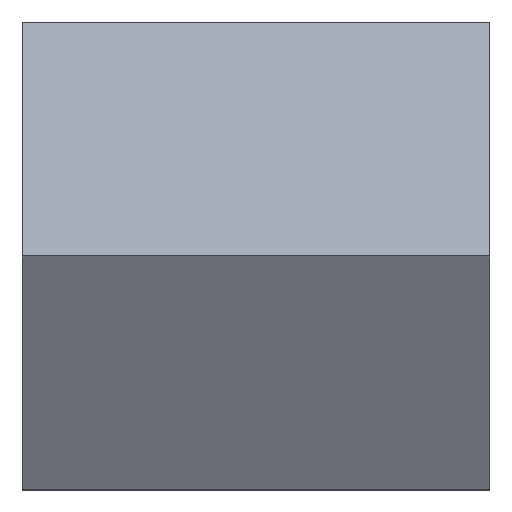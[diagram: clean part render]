
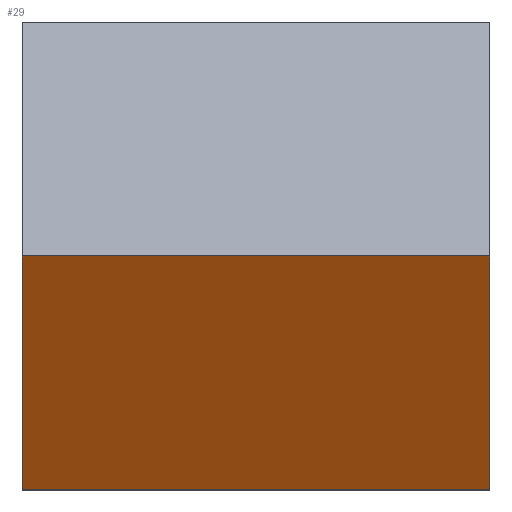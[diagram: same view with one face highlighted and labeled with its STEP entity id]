
A CAD part, left-side view. The second image highlights one B-rep face of the part: STEP entity #29.
In plain terms, the highlighted planar face has unit normal (-0.866, 0, -0.5).
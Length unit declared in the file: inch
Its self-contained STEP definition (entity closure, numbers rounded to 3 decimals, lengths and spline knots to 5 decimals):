
#1 = DIRECTION ( 'NONE',  ( -0.5, 0., 0.866 ) ) ;
#6 = EDGE_CURVE ( 'NONE', #183, #444, #170, .T. ) ;
#29 = ADVANCED_FACE ( 'NONE', ( #410 ), #43, .F. ) ;
#43 = PLANE ( 'NONE',  #45 ) ;
#45 = AXIS2_PLACEMENT_3D ( 'NONE', #511, #143, #93 ) ;
#46 = VECTOR ( 'NONE', #1, 39.37008 ) ;
#49 = CARTESIAN_POINT ( 'NONE',  ( -0.14434, 0.5, -0.25 ) ) ;
#72 = ORIENTED_EDGE ( 'NONE', *, *, #6, .T. ) ;
#73 = EDGE_CURVE ( 'NONE', #183, #457, #364, .T. ) ;
#77 = EDGE_CURVE ( 'NONE', #444, #433, #146, .T. ) ;
#93 = DIRECTION ( 'NONE',  ( 0.5, 0., -0.866 ) ) ;
#97 = VECTOR ( 'NONE', #200, 39.37008 ) ;
#100 = ORIENTED_EDGE ( 'NONE', *, *, #73, .F. ) ;
#114 = CARTESIAN_POINT ( 'NONE',  ( -0.14434, 0., -0.25 ) ) ;
#131 = LINE ( 'NONE', #343, #371 ) ;
#143 = DIRECTION ( 'NONE',  ( 0.866, 0., 0.5 ) ) ;
#146 = LINE ( 'NONE', #414, #97 ) ;
#170 = LINE ( 'NONE', #345, #638 ) ;
#183 = VERTEX_POINT ( 'NONE', #256 ) ;
#200 = DIRECTION ( 'NONE',  ( -0.5, 0., 0.866 ) ) ;
#256 = CARTESIAN_POINT ( 'NONE',  ( -0.14434, 0.5, -0.25 ) ) ;
#304 = ORIENTED_EDGE ( 'NONE', *, *, #77, .T. ) ;
#343 = CARTESIAN_POINT ( 'NONE',  ( -0.28868, 0.5, 0. ) ) ;
#345 = CARTESIAN_POINT ( 'NONE',  ( -0.14434, 0.5, -0.25 ) ) ;
#363 = CARTESIAN_POINT ( 'NONE',  ( -0.28868, 0.5, 0. ) ) ;
#364 = LINE ( 'NONE', #49, #46 ) ;
#371 = VECTOR ( 'NONE', #557, 39.37008 ) ;
#379 = DIRECTION ( 'NONE',  ( 0., -1., 0. ) ) ;
#392 = EDGE_LOOP ( 'NONE', ( #304, #551, #100, #72 ) ) ;
#410 = FACE_OUTER_BOUND ( 'NONE', #392, .T. ) ;
#414 = CARTESIAN_POINT ( 'NONE',  ( -0.14434, 0., -0.25 ) ) ;
#433 = VERTEX_POINT ( 'NONE', #639 ) ;
#444 = VERTEX_POINT ( 'NONE', #114 ) ;
#457 = VERTEX_POINT ( 'NONE', #363 ) ;
#511 = CARTESIAN_POINT ( 'NONE',  ( -0.14434, 0.5, -0.25 ) ) ;
#549 = EDGE_CURVE ( 'NONE', #457, #433, #131, .T. ) ;
#551 = ORIENTED_EDGE ( 'NONE', *, *, #549, .F. ) ;
#557 = DIRECTION ( 'NONE',  ( 0., -1., 0. ) ) ;
#638 = VECTOR ( 'NONE', #379, 39.37008 ) ;
#639 = CARTESIAN_POINT ( 'NONE',  ( -0.28868, 0., 0. ) ) ;
